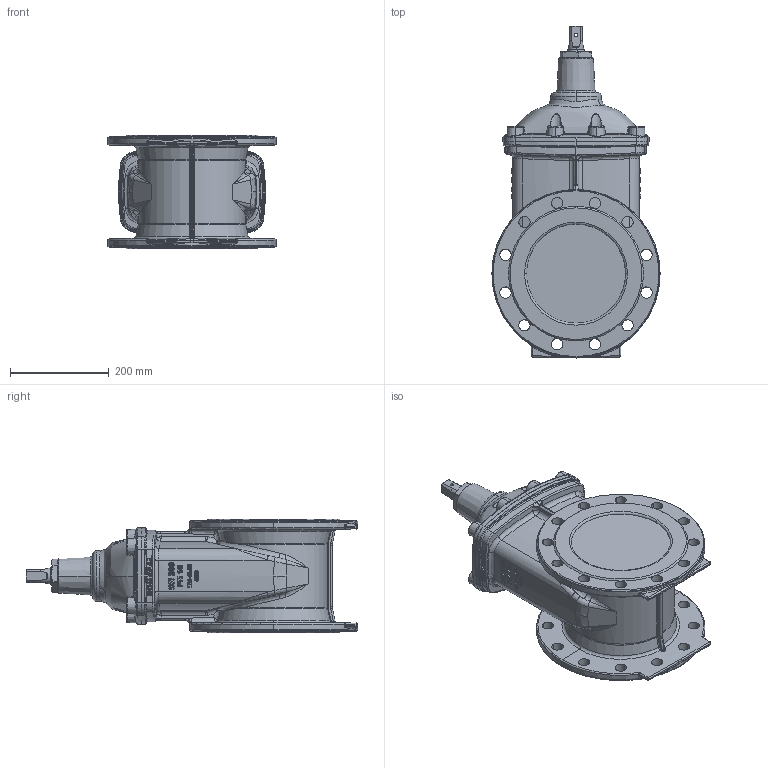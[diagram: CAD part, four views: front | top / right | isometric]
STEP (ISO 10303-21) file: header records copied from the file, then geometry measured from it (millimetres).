
FILE_DESCRIPTION (( 'STEP AP214' ), '1' );
FILE_NAME ('VCE FL S14 DN200 PN16 MOD3000.STEP', '2014-09-30T10:28:02', ( '' ), ( '' ), 'SwSTEP 2.0', 'SolidWorks 2014', '' );
FILE_SCHEMA (( 'AUTOMOTIVE_DESIGN' ));
Length unit declared in the file: millimetre
Products named in the file (1): VCE FL S14 DN200 PN16 MOD3000
Bounding box: 340 x 670.6 x 230 mm (x, y, z)
Volume: 19820304.8 mm3; surface area: 728190.4 mm2
Topology: 1 solids, 25 shells, 1952 faces, 5032 edges, 3175 vertices
Faces by surface type: bspline 1135, plane 321, cylinder 245, cone 123, torus 96, sphere 32
Entity records: 199315 total; most frequent: CARTESIAN_POINT 152911, ORIENTED_EDGE 10004, EDGE_CURVE 5002, DIRECTION 4667, VERTEX_POINT 3175, B_SPLINE_CURVE_WITH_KNOTS 2816, EDGE_LOOP 2095, FACE_OUTER_BOUND 1952
